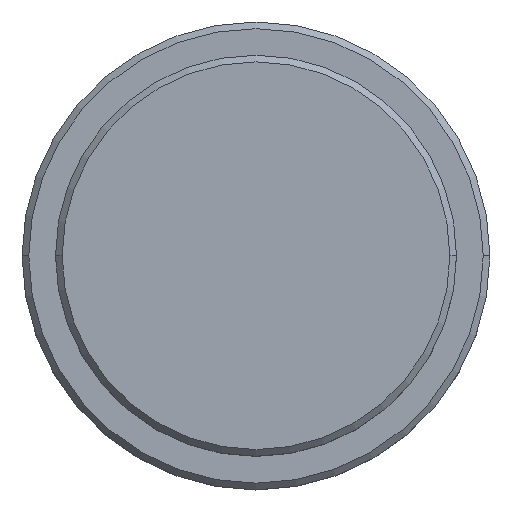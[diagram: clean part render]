
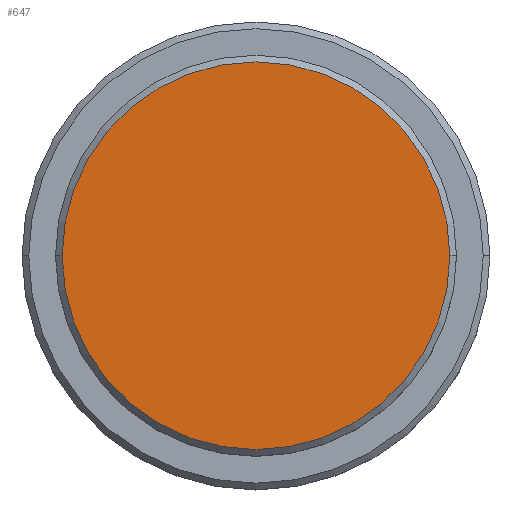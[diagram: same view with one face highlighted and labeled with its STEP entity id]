
A CAD part, top view. The second image highlights one B-rep face of the part: STEP entity #647.
In plain terms, the highlighted planar face has unit normal (0, 0, 1).
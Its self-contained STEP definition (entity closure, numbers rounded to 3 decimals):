
#208 = DIRECTION ( 'NONE',  ( 1., 0., 0. ) ) ;
#225 = VERTEX_POINT ( 'NONE', #1204 ) ;
#233 = DIRECTION ( 'NONE',  ( 1., 0., 0. ) ) ;
#256 = EDGE_CURVE ( 'NONE', #225, #1036, #833, .T. ) ;
#334 = DIRECTION ( 'NONE',  ( 0., 0., 1. ) ) ;
#457 = FACE_OUTER_BOUND ( 'NONE', #543, .T. ) ;
#530 = AXIS2_PLACEMENT_3D ( 'NONE', #1098, #334, #574 ) ;
#543 = EDGE_LOOP ( 'NONE', ( #674, #1091 ) ) ;
#554 = AXIS2_PLACEMENT_3D ( 'NONE', #873, #983, #208 ) ;
#574 = DIRECTION ( 'NONE',  ( 1., 0., 0. ) ) ;
#647 = ADVANCED_FACE ( 'NONE', ( #457 ), #1325, .T. ) ;
#674 = ORIENTED_EDGE ( 'NONE', *, *, #725, .T. ) ;
#725 = EDGE_CURVE ( 'NONE', #1036, #225, #1099, .T. ) ;
#786 = CARTESIAN_POINT ( 'NONE',  ( -14.5, 0., 0. ) ) ;
#833 = CIRCLE ( 'NONE', #530, 14.5 ) ;
#873 = CARTESIAN_POINT ( 'NONE',  ( 0., 0., 0. ) ) ;
#983 = DIRECTION ( 'NONE',  ( 0., 0., 1. ) ) ;
#1036 = VERTEX_POINT ( 'NONE', #786 ) ;
#1091 = ORIENTED_EDGE ( 'NONE', *, *, #256, .T. ) ;
#1098 = CARTESIAN_POINT ( 'NONE',  ( 0., 0., 0. ) ) ;
#1099 = CIRCLE ( 'NONE', #1141, 14.5 ) ;
#1105 = CARTESIAN_POINT ( 'NONE',  ( 0., 0., 0. ) ) ;
#1141 = AXIS2_PLACEMENT_3D ( 'NONE', #1105, #1221, #233 ) ;
#1204 = CARTESIAN_POINT ( 'NONE',  ( 14.5, 0., 0. ) ) ;
#1221 = DIRECTION ( 'NONE',  ( 0., 0., 1. ) ) ;
#1325 = PLANE ( 'NONE',  #554 ) ;
